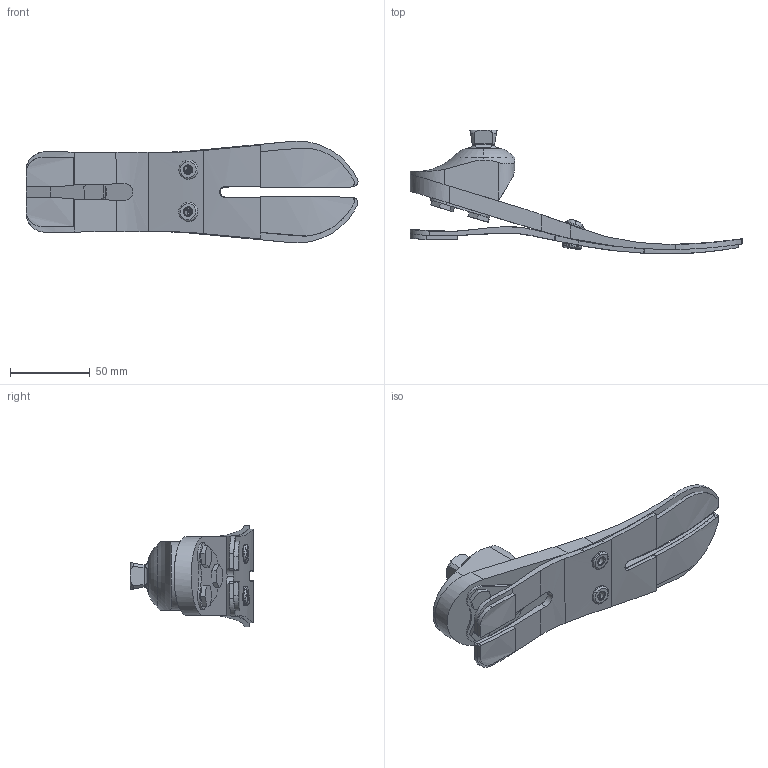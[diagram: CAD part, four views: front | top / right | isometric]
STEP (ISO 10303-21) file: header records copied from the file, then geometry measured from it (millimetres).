
FILE_DESCRIPTION (( 'STEP AP214' ), '1' );
FILE_NAME ('PR01.KL.27R.STEP', '2023-01-23T08:41:30', ( '' ), ( '' ), 'SwSTEP 2.0', 'SolidWorks 2022', '' );
FILE_SCHEMA (( 'AUTOMOTIVE_DESIGN' ));
Length unit declared in the file: millimetre
Products named in the file (12): YH.PU.K207; TI.2K.PT10; HP.VI.I612_K6SF1006012_BUFAB; TI.K7.0003; TI.VI.A820; DT.2P. KTB2; PR01.KL.27R; DT.2P.KTBN; KA.KL.027U; KA.KL.027A; TI.VI.A816; TI.K2.0004
Assembly tree (14 placements, depth 2):
  PR01.KL.27R
    TI.2K.PT10
    DT.2P. KTB2
    DT.2P.KTBN
    YH.PU.K207
    TI.VI.A816  x2
    HP.VI.I612_K6SF1006012_BUFAB  x2
    TI.K2.0004
    KA.KL.027U
    KA.KL.027A
    TI.K7.0003  x2
    TI.VI.A820
Bounding box: 208.03 x 77.46 x 63.73 mm (x, y, z)
Volume: 148755.3 mm3; surface area: 69341 mm2
Topology: 16 solids, 16 shells, 430 faces, 1092 edges, 703 vertices
Faces by surface type: cylinder 190, plane 127, cone 50, torus 47, bspline 16
Entity records: 15343 total; most frequent: CARTESIAN_POINT 6763, ORIENTED_EDGE 1728, DIRECTION 1480, EDGE_CURVE 864, AXIS2_PLACEMENT_3D 575, VERTEX_POINT 563, EDGE_LOOP 371, FACE_OUTER_BOUND 337
